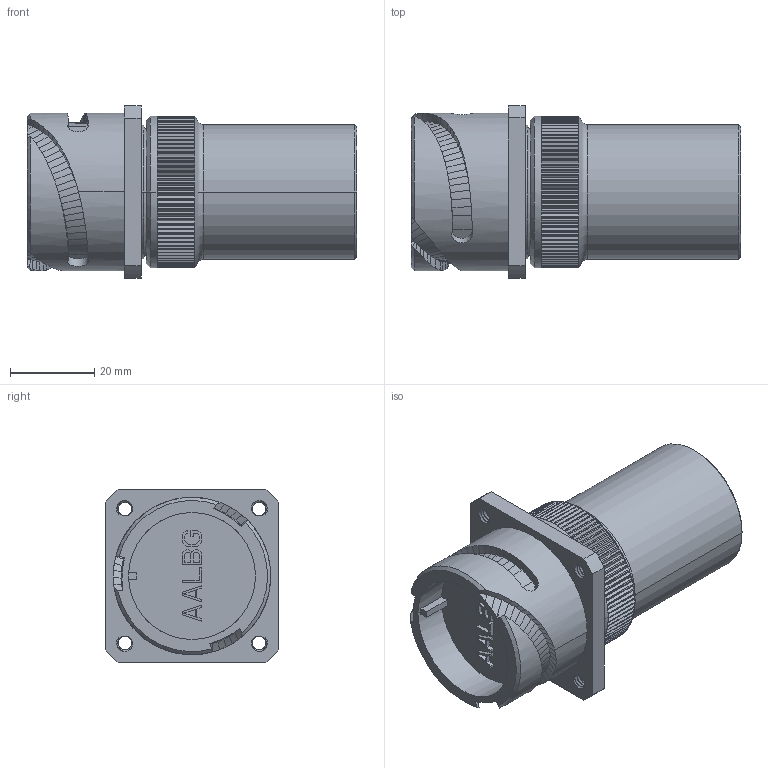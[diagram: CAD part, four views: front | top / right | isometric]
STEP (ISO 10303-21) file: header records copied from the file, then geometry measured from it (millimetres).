
FILE_DESCRIPTION((''),'2;1');
FILE_NAME('VG95234_3100PGPM-22_SW0001','2023-03-22T15:43:45',('paultorloting'),('NET AG system integration'),'CREO PARAMETRIC BY PTC INC, 2021404','CREO PARAMETRIC BY PTC INC, 2021404','');
FILE_SCHEMA(('AUTOMOTIVE_DESIGN { 1 0 10303 214 1 1 1 1 }'));
Length unit declared in the file: millimetre
Products named in the file (1): VG95234_3100PGPM-22_SW0001
Bounding box: 78.2 x 40.99 x 40.99 mm (x, y, z)
Volume: 65959.9 mm3; surface area: 14968.4 mm2
Topology: 1 solids, 1 shells, 940 faces, 2414 edges, 1501 vertices
Faces by surface type: plane 628, bspline 232, cylinder 64, cone 12, torus 4
Entity records: 40766 total; most frequent: CARTESIAN_POINT 14190, ORIENTED_EDGE 4828, DIRECTION 3731, EDGE_CURVE 2414, VECTOR 1614, LINE 1614, VERTEX_POINT 1501, AXIS2_PLACEMENT_3D 1057
